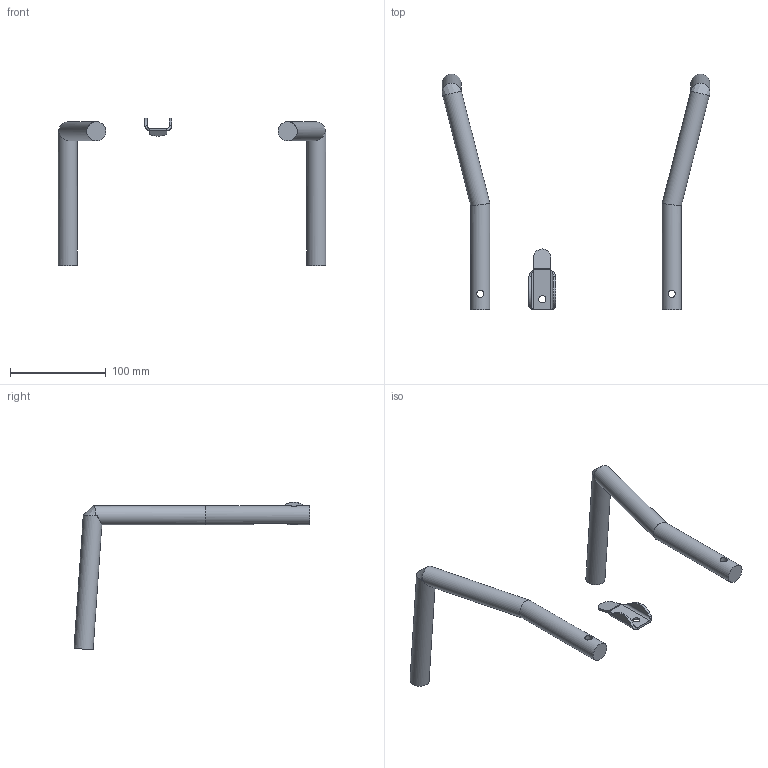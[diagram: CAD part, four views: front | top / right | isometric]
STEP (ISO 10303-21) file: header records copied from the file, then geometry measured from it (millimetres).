
FILE_DESCRIPTION(/* description */ (''),/* implementation_level */ '2;1');
FILE_NAME(/* name */ 'Handle and Lock Mech.step',/* time_stamp */ '2025-07-31T23:16:13-04:00',/* author */ (''),/* organization */ (''),/* preprocessor_version */ 'ST-DEVELOPER v20.1',/* originating_system */ 'Autodesk Translation Framework v14.10.0.0',/* authorisation */ '');
FILE_SCHEMA (('AUTOMOTIVE_DESIGN { 1 0 10303 214 3 1 1 }'));
Length unit declared in the file: millimetre
Products named in the file (1): Handle and Lock Mech
Bounding box: 280 x 246.67 x 154.22 mm (x, y, z)
Volume: 223525.6 mm3; surface area: 55185.6 mm2
Topology: 3 solids, 3 shells, 58 faces, 140 edges, 91 vertices
Faces by surface type: plane 29, cylinder 20, bspline 9
Full cylindrical faces by diameter (mm): 7.5 x3, 20 x6
Entity records: 2172 total; most frequent: CARTESIAN_POINT 827, ORIENTED_EDGE 280, DIRECTION 252, EDGE_CURVE 140, AXIS2_PLACEMENT_3D 94, VERTEX_POINT 91, EDGE_LOOP 67, LINE 64
